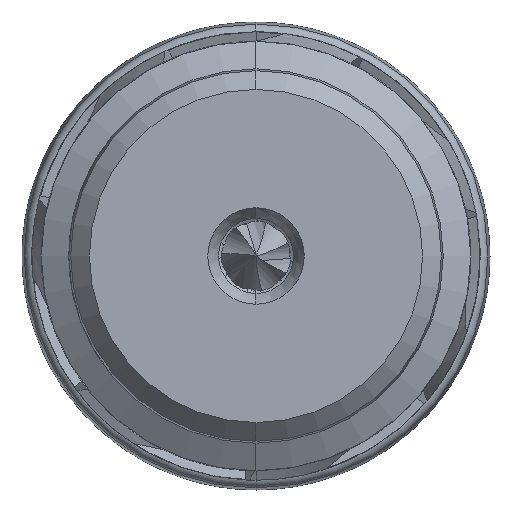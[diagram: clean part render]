
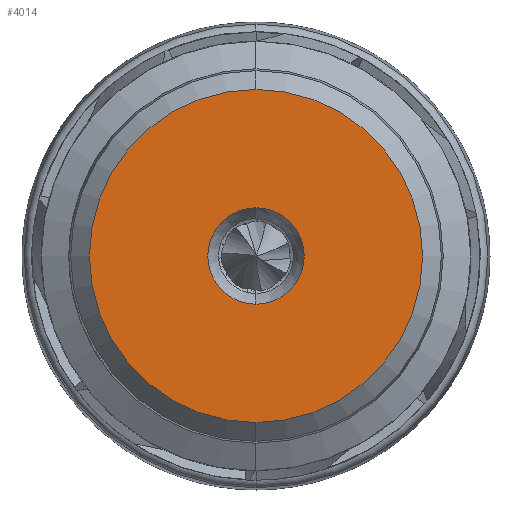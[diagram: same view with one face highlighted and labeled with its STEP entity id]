
A CAD part, left-side view. The second image highlights one B-rep face of the part: STEP entity #4014.
In plain terms, the highlighted planar face has unit normal (-1, 0, 0).
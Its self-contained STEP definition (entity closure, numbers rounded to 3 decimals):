
#250 = CARTESIAN_POINT ( 'NONE',  ( -89.5, 0., -8.9 ) ) ;
#265 = CARTESIAN_POINT ( 'NONE',  ( -89.5, 0., 8.9 ) ) ;
#399 = CARTESIAN_POINT ( 'NONE',  ( -89.5, 0., -2.577 ) ) ;
#433 = CARTESIAN_POINT ( 'NONE',  ( -89.5, 0., 2.577 ) ) ;
#763 = CIRCLE ( 'NONE', #772, 2.577 ) ;
#772 = AXIS2_PLACEMENT_3D ( 'NONE', #5491, #5492, #5493 ) ;
#2836 = CARTESIAN_POINT ( 'NONE',  ( -89.5, 0., 0. ) ) ;
#2837 = DIRECTION ( 'NONE',  ( 1., 0., 0. ) ) ;
#2838 = DIRECTION ( 'NONE',  ( 0., 0., -1. ) ) ;
#2969 = CARTESIAN_POINT ( 'NONE',  ( -89.5, 0., 0. ) ) ;
#2970 = DIRECTION ( 'NONE',  ( 1., 0., 0. ) ) ;
#2971 = DIRECTION ( 'NONE',  ( 0., 0., -1. ) ) ;
#3084 = EDGE_LOOP ( 'NONE', ( #3255, #3272 ) ) ;
#3255 = ORIENTED_EDGE ( 'NONE', *, *, #4086, .F. ) ;
#3271 = ORIENTED_EDGE ( 'NONE', *, *, #6074, .T. ) ;
#3272 = ORIENTED_EDGE ( 'NONE', *, *, #6045, .F. ) ;
#3287 = ORIENTED_EDGE ( 'NONE', *, *, #4062, .T. ) ;
#3720 = EDGE_LOOP ( 'NONE', ( #3287, #3271 ) ) ;
#3728 = VERTEX_POINT ( 'NONE', #250 ) ;
#3743 = VERTEX_POINT ( 'NONE', #265 ) ;
#3891 = VERTEX_POINT ( 'NONE', #399 ) ;
#3926 = VERTEX_POINT ( 'NONE', #433 ) ;
#4014 = ADVANCED_FACE ( 'NONE', ( #5250, #5236 ), #5251, .T. ) ;
#4062 = EDGE_CURVE ( 'NONE', #3926, #3891, #763, .T. ) ;
#4086 = EDGE_CURVE ( 'NONE', #3728, #3743, #6009, .T. ) ;
#4759 = CIRCLE ( 'NONE', #4761, 8.9 ) ;
#4761 = AXIS2_PLACEMENT_3D ( 'NONE', #2836, #2837, #2838 ) ;
#5064 = CIRCLE ( 'NONE', #5078, 2.577 ) ;
#5078 = AXIS2_PLACEMENT_3D ( 'NONE', #2969, #2970, #2971 ) ;
#5151 = AXIS2_PLACEMENT_3D ( 'NONE', #5249, #5246, #5253 ) ;
#5236 = FACE_OUTER_BOUND ( 'NONE', #3084, .T. ) ;
#5246 = DIRECTION ( 'NONE',  ( -1., 0., 0. ) ) ;
#5249 = CARTESIAN_POINT ( 'NONE',  ( -89.5, 8.9, 0. ) ) ;
#5250 = FACE_BOUND ( 'NONE', #3720, .T. ) ;
#5251 = PLANE ( 'NONE',  #5151 ) ;
#5253 = DIRECTION ( 'NONE',  ( 0., 0., 1. ) ) ;
#5491 = CARTESIAN_POINT ( 'NONE',  ( -89.5, 0., 0. ) ) ;
#5492 = DIRECTION ( 'NONE',  ( 1., 0., 0. ) ) ;
#5493 = DIRECTION ( 'NONE',  ( 0., 0., -1. ) ) ;
#5742 = CARTESIAN_POINT ( 'NONE',  ( -89.5, 0., 0. ) ) ;
#5743 = DIRECTION ( 'NONE',  ( 1., 0., 0. ) ) ;
#5744 = DIRECTION ( 'NONE',  ( 0., 0., -1. ) ) ;
#6009 = CIRCLE ( 'NONE', #6015, 8.9 ) ;
#6015 = AXIS2_PLACEMENT_3D ( 'NONE', #5742, #5743, #5744 ) ;
#6045 = EDGE_CURVE ( 'NONE', #3743, #3728, #4759, .T. ) ;
#6074 = EDGE_CURVE ( 'NONE', #3891, #3926, #5064, .T. ) ;
